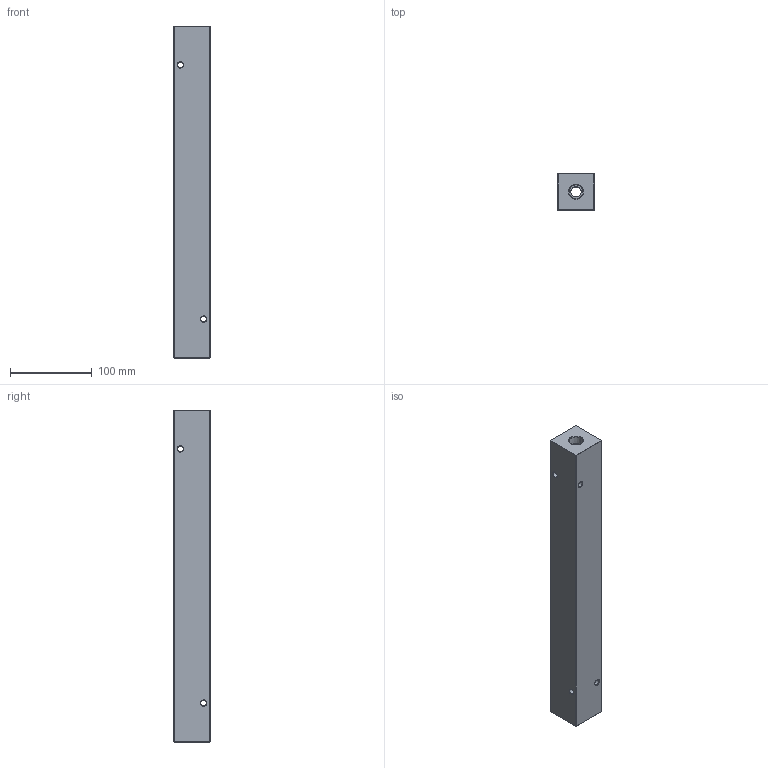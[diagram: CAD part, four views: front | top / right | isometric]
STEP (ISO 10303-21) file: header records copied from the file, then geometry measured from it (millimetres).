
FILE_DESCRIPTION (( 'STEP AP214' ), '1' );
FILE_NAME ('HM-9-0-P-6-6.STEP', '2020-02-28T16:25:15', ( '' ), ( '' ), 'SwSTEP 2.0', 'SolidWorks 2019', '' );
FILE_SCHEMA (( 'AUTOMOTIVE_DESIGN' ));
Length unit declared in the file: inch
Products named in the file (1): HM-9-0-P-6-6
Bounding box: 44.45 x 44.45 x 406.4 mm (x, y, z)
Volume: 712054.9 mm3; surface area: 100329.2 mm2
Topology: 1 solids, 1 shells, 520 faces, 1355 edges, 880 vertices
Faces by surface type: plane 256, bspline 186, cone 42, cylinder 36
Entity records: 32171 total; most frequent: CARTESIAN_POINT 14122, ORIENTED_EDGE 2710, DIRECTION 1725, EDGE_CURVE 1355, VERTEX_POINT 880, VECTOR 807, LINE 807, EDGE_LOOP 595
